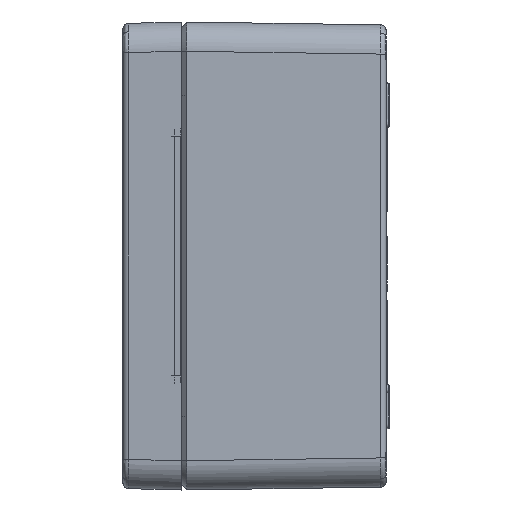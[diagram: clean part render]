
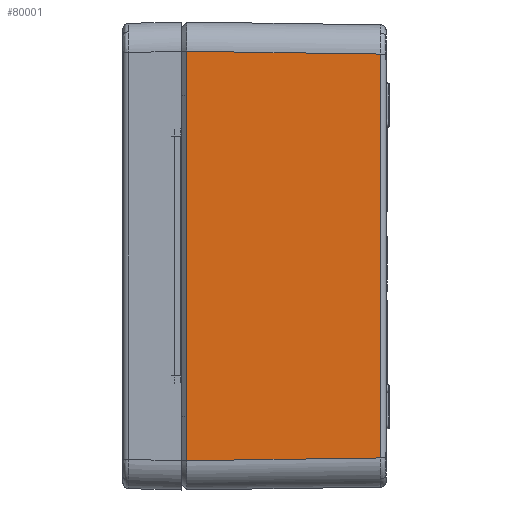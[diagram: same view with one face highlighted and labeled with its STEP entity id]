
A CAD part, left-side view. The second image highlights one B-rep face of the part: STEP entity #80001.
In plain terms, the highlighted planar face has unit normal (-1, -0.014, 0).
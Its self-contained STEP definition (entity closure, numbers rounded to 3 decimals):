
#10211 = ORIENTED_EDGE ( 'NONE', *, *, #17008, .T. ) ;
#10212 = ORIENTED_EDGE ( 'NONE', *, *, #16999, .T. ) ;
#10213 = ORIENTED_EDGE ( 'NONE', *, *, #17006, .T. ) ;
#10214 = ORIENTED_EDGE ( 'NONE', *, *, #17011, .T. ) ;
#16999 = EDGE_CURVE ( 'NONE', #60425, #100313, #24978, .T. ) ;
#17006 = EDGE_CURVE ( 'NONE', #100315, #60425, #24981, .T. ) ;
#17008 = EDGE_CURVE ( 'NONE', #100314, #100315, #24983, .T. ) ;
#17011 = EDGE_CURVE ( 'NONE', #100313, #100314, #24985, .T. ) ;
#24978 = LINE ( 'NONE', #88177, #84267 ) ;
#24981 = LINE ( 'NONE', #88193, #84268 ) ;
#24983 = LINE ( 'NONE', #88195, #84272 ) ;
#24985 = LINE ( 'NONE', #88197, #84274 ) ;
#47106 = CARTESIAN_POINT ( 'NONE',  ( -279.038, -68.028, 69.039 ) ) ;
#51103 = AXIS2_PLACEMENT_3D ( 'NONE', #70440, #70441, #70442 ) ;
#60425 = VERTEX_POINT ( 'NONE', #47106 ) ;
#65443 = FACE_OUTER_BOUND ( 'NONE', #101320, .T. ) ;
#66251 = CARTESIAN_POINT ( 'NONE',  ( -279.975, -1.8, 69.976 ) ) ;
#66252 = CARTESIAN_POINT ( 'NONE',  ( -279.975, -1.8, -69.976 ) ) ;
#66253 = CARTESIAN_POINT ( 'NONE',  ( -279.038, -68.028, -69.039 ) ) ;
#70439 = PLANE ( 'NONE',  #51103 ) ;
#70440 = CARTESIAN_POINT ( 'NONE',  ( -280., 0., -80. ) ) ;
#70441 = DIRECTION ( 'NONE',  ( -1., -0.014, 0. ) ) ;
#70442 = DIRECTION ( 'NONE',  ( 0.014, -1., 0. ) ) ;
#80001 = ADVANCED_FACE ( 'NONE', ( #65443 ), #70439, .T. ) ;
#84267 = VECTOR ( 'NONE', #88178, 1000. ) ;
#84268 = VECTOR ( 'NONE', #88194, 1000. ) ;
#84272 = VECTOR ( 'NONE', #88196, 1000. ) ;
#84274 = VECTOR ( 'NONE', #88198, 1000. ) ;
#88177 = CARTESIAN_POINT ( 'NONE',  ( -279.97, -2.12, 69.971 ) ) ;
#88178 = DIRECTION ( 'NONE',  ( -0.014, 1., 0.014 ) ) ;
#88193 = CARTESIAN_POINT ( 'NONE',  ( -279.038, -68.028, 69.011 ) ) ;
#88194 = DIRECTION ( 'NONE',  ( 0., 0., 1. ) ) ;
#88195 = CARTESIAN_POINT ( 'NONE',  ( -280.002, 0.141, -70.003 ) ) ;
#88196 = DIRECTION ( 'NONE',  ( 0.014, -1., 0.014 ) ) ;
#88197 = CARTESIAN_POINT ( 'NONE',  ( -279.975, -1.8, -80. ) ) ;
#88198 = DIRECTION ( 'NONE',  ( 0., 0., -1. ) ) ;
#100313 = VERTEX_POINT ( 'NONE', #66251 ) ;
#100314 = VERTEX_POINT ( 'NONE', #66252 ) ;
#100315 = VERTEX_POINT ( 'NONE', #66253 ) ;
#101320 = EDGE_LOOP ( 'NONE', ( #10211, #10213, #10212, #10214 ) ) ;
